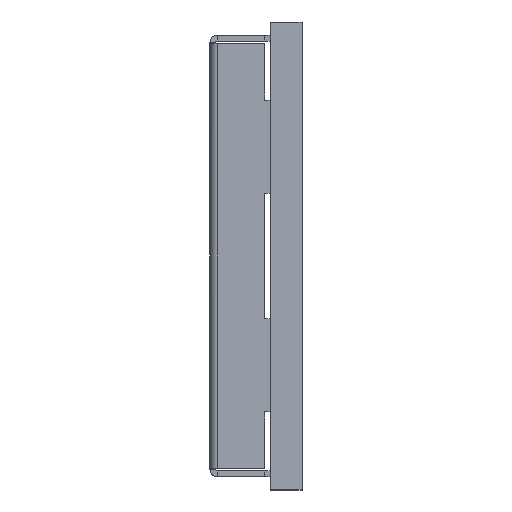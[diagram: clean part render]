
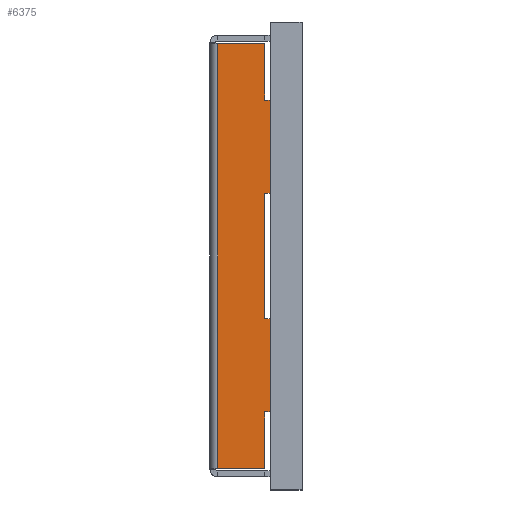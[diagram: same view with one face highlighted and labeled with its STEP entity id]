
A CAD part, left-side view. The second image highlights one B-rep face of the part: STEP entity #6375.
In plain terms, the highlighted planar face has unit normal (-1, 0, 0).
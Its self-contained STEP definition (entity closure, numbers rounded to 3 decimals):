
#451=FACE_OUTER_BOUND('',#807,.T.);
#807=EDGE_LOOP('',(#5609,#5610,#5611,#5612,#5613,#5614,#5615,#5616,#5617,
#5618,#5619,#5620));
#1572=LINE('',#9978,#2388);
#1659=LINE('',#10769,#2475);
#1663=LINE('',#10777,#2479);
#1664=LINE('',#10780,#2480);
#1665=LINE('',#10782,#2481);
#1666=LINE('',#10783,#2482);
#1667=LINE('',#10785,#2483);
#1668=LINE('',#10787,#2484);
#1669=LINE('',#10789,#2485);
#1670=LINE('',#10791,#2486);
#1671=LINE('',#10793,#2487);
#1672=LINE('',#10794,#2488);
#2388=VECTOR('',#8217,1000.);
#2475=VECTOR('',#8352,1000.);
#2479=VECTOR('',#8360,1000.);
#2480=VECTOR('',#8363,1000.);
#2481=VECTOR('',#8364,1000.);
#2482=VECTOR('',#8365,1000.);
#2483=VECTOR('',#8366,1000.);
#2484=VECTOR('',#8367,1000.);
#2485=VECTOR('',#8368,1000.);
#2486=VECTOR('',#8369,1000.);
#2487=VECTOR('',#8370,1000.);
#2488=VECTOR('',#8371,1000.);
#3006=VERTEX_POINT('',#9972);
#3008=VERTEX_POINT('',#9976);
#3069=VERTEX_POINT('',#10632);
#3072=VERTEX_POINT('',#10741);
#3074=VERTEX_POINT('',#10774);
#3075=VERTEX_POINT('',#10779);
#3076=VERTEX_POINT('',#10781);
#3077=VERTEX_POINT('',#10784);
#3078=VERTEX_POINT('',#10786);
#3079=VERTEX_POINT('',#10788);
#3080=VERTEX_POINT('',#10790);
#3081=VERTEX_POINT('',#10792);
#3828=EDGE_CURVE('',#3008,#3006,#1572,.T.);
#3931=EDGE_CURVE('',#3072,#3069,#1659,.T.);
#3935=EDGE_CURVE('',#3069,#3074,#1663,.T.);
#3936=EDGE_CURVE('',#3072,#3075,#1664,.T.);
#3937=EDGE_CURVE('',#3076,#3075,#1665,.T.);
#3938=EDGE_CURVE('',#3006,#3076,#1666,.T.);
#3939=EDGE_CURVE('',#3077,#3008,#1667,.T.);
#3940=EDGE_CURVE('',#3078,#3077,#1668,.T.);
#3941=EDGE_CURVE('',#3079,#3078,#1669,.T.);
#3942=EDGE_CURVE('',#3080,#3079,#1670,.T.);
#3943=EDGE_CURVE('',#3081,#3080,#1671,.T.);
#3944=EDGE_CURVE('',#3074,#3081,#1672,.T.);
#5609=ORIENTED_EDGE('',*,*,#3936,.T.);
#5610=ORIENTED_EDGE('',*,*,#3937,.F.);
#5611=ORIENTED_EDGE('',*,*,#3938,.F.);
#5612=ORIENTED_EDGE('',*,*,#3828,.F.);
#5613=ORIENTED_EDGE('',*,*,#3939,.F.);
#5614=ORIENTED_EDGE('',*,*,#3940,.F.);
#5615=ORIENTED_EDGE('',*,*,#3941,.F.);
#5616=ORIENTED_EDGE('',*,*,#3942,.F.);
#5617=ORIENTED_EDGE('',*,*,#3943,.F.);
#5618=ORIENTED_EDGE('',*,*,#3944,.F.);
#5619=ORIENTED_EDGE('',*,*,#3935,.F.);
#5620=ORIENTED_EDGE('',*,*,#3931,.F.);
#6019=PLANE('',#6810);
#6375=ADVANCED_FACE('',(#451),#6019,.F.);
#6810=AXIS2_PLACEMENT_3D('',#10778,#8361,#8362);
#8217=DIRECTION('',(0.,0.,-1.));
#8352=DIRECTION('',(0.,0.,1.));
#8360=DIRECTION('',(0.,-1.,0.));
#8361=DIRECTION('center_axis',(1.,0.,0.));
#8362=DIRECTION('ref_axis',(0.,-1.,0.));
#8363=DIRECTION('',(0.,-1.,0.));
#8364=DIRECTION('',(0.,0.,-1.));
#8365=DIRECTION('',(0.,1.,0.));
#8366=DIRECTION('',(0.,-1.,0.));
#8367=DIRECTION('',(0.,0.,-1.));
#8368=DIRECTION('',(0.,1.,0.));
#8369=DIRECTION('',(0.,0.,-1.));
#8370=DIRECTION('',(0.,-1.,0.));
#8371=DIRECTION('',(0.,0.,-1.));
#9972=CARTESIAN_POINT('',(0.464,0.62,2.034));
#9976=CARTESIAN_POINT('',(0.464,0.62,4.465));
#9978=CARTESIAN_POINT('',(0.464,0.62,11.854));
#10632=CARTESIAN_POINT('',(0.464,2.2,11.634));
#10741=CARTESIAN_POINT('',(0.464,2.2,0.566));
#10769=CARTESIAN_POINT('',(0.464,2.2,11.854));
#10774=CARTESIAN_POINT('',(0.464,0.967,11.634));
#10777=CARTESIAN_POINT('',(0.464,2.25,11.634));
#10778=CARTESIAN_POINT('Origin',(0.464,-0.2,6.1));
#10779=CARTESIAN_POINT('',(0.464,0.967,0.566));
#10780=CARTESIAN_POINT('',(0.464,-0.2,0.566));
#10781=CARTESIAN_POINT('',(0.464,0.967,2.034));
#10782=CARTESIAN_POINT('',(0.464,0.967,0.566));
#10783=CARTESIAN_POINT('',(0.464,0.62,2.034));
#10784=CARTESIAN_POINT('',(0.464,0.967,4.465));
#10785=CARTESIAN_POINT('',(0.464,0.967,4.465));
#10786=CARTESIAN_POINT('',(0.464,0.967,7.735));
#10787=CARTESIAN_POINT('',(0.464,0.967,7.735));
#10788=CARTESIAN_POINT('',(0.464,0.62,7.735));
#10789=CARTESIAN_POINT('',(0.464,0.967,7.735));
#10790=CARTESIAN_POINT('',(0.464,0.62,10.166));
#10791=CARTESIAN_POINT('',(0.464,0.62,11.854));
#10792=CARTESIAN_POINT('',(0.464,0.967,10.166));
#10793=CARTESIAN_POINT('',(0.464,0.62,10.166));
#10794=CARTESIAN_POINT('',(0.464,0.967,11.634));
